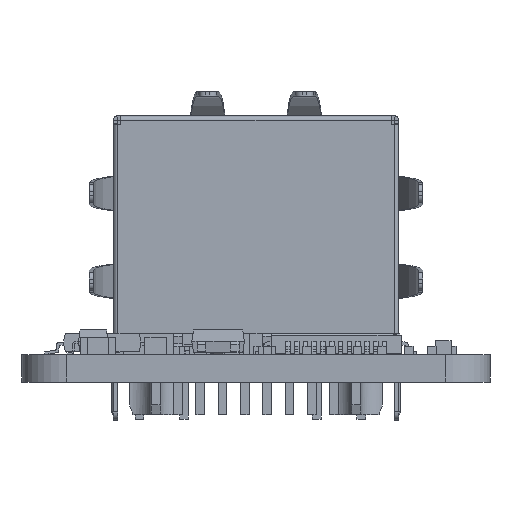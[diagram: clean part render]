
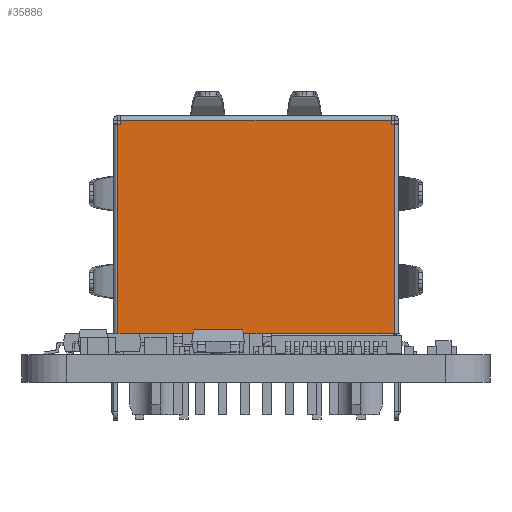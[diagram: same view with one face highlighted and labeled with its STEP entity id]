
A CAD part, front view. The second image highlights one B-rep face of the part: STEP entity #35886.
In plain terms, the highlighted face is planar.
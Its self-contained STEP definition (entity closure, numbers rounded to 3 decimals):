
#1234=PLANE('',#38661);
#2888=FACE_OUTER_BOUND('',#5036,.T.);
#5036=EDGE_LOOP('',(#28466,#28467,#28468,#28469,#28470,#28471,#28472,#28473));
#8035=LINE('',#55500,#11983);
#8038=LINE('',#55506,#11986);
#8039=LINE('',#55508,#11987);
#8040=LINE('',#55510,#11988);
#8041=LINE('',#55512,#11989);
#8042=LINE('',#55514,#11990);
#8043=LINE('',#55516,#11991);
#8044=LINE('',#55517,#11992);
#11983=VECTOR('',#45297,1000.);
#11986=VECTOR('',#45302,1000.);
#11987=VECTOR('',#45303,1000.);
#11988=VECTOR('',#45304,1000.);
#11989=VECTOR('',#45305,1000.);
#11990=VECTOR('',#45306,1000.);
#11991=VECTOR('',#45307,1000.);
#11992=VECTOR('',#45308,1000.);
#16792=VERTEX_POINT('',#55497);
#16793=VERTEX_POINT('',#55499);
#16795=VERTEX_POINT('',#55505);
#16796=VERTEX_POINT('',#55507);
#16797=VERTEX_POINT('',#55509);
#16798=VERTEX_POINT('',#55511);
#16799=VERTEX_POINT('',#55513);
#16800=VERTEX_POINT('',#55515);
#20909=EDGE_CURVE('',#16793,#16792,#8035,.T.);
#20912=EDGE_CURVE('',#16795,#16792,#8038,.T.);
#20913=EDGE_CURVE('',#16795,#16796,#8039,.T.);
#20914=EDGE_CURVE('',#16796,#16797,#8040,.T.);
#20915=EDGE_CURVE('',#16797,#16798,#8041,.T.);
#20916=EDGE_CURVE('',#16798,#16799,#8042,.T.);
#20917=EDGE_CURVE('',#16799,#16800,#8043,.T.);
#20918=EDGE_CURVE('',#16793,#16800,#8044,.T.);
#28466=ORIENTED_EDGE('',*,*,#20912,.F.);
#28467=ORIENTED_EDGE('',*,*,#20913,.T.);
#28468=ORIENTED_EDGE('',*,*,#20914,.T.);
#28469=ORIENTED_EDGE('',*,*,#20915,.T.);
#28470=ORIENTED_EDGE('',*,*,#20916,.T.);
#28471=ORIENTED_EDGE('',*,*,#20917,.T.);
#28472=ORIENTED_EDGE('',*,*,#20918,.F.);
#28473=ORIENTED_EDGE('',*,*,#20909,.T.);
#35886=ADVANCED_FACE('',(#2888),#1234,.F.);
#38661=AXIS2_PLACEMENT_3D('',#55504,#45300,#45301);
#45297=DIRECTION('',(-1.,0.,0.));
#45300=DIRECTION('center_axis',(0.,-1.,0.));
#45301=DIRECTION('ref_axis',(0.,0.,1.));
#45302=DIRECTION('',(0.,0.,-1.));
#45303=DIRECTION('',(1.,0.,0.));
#45304=DIRECTION('',(0.,0.,1.));
#45305=DIRECTION('',(1.,0.,0.));
#45306=DIRECTION('',(0.,0.,-1.));
#45307=DIRECTION('',(1.,0.,0.));
#45308=DIRECTION('',(0.,0.,1.));
#55497=CARTESIAN_POINT('',(-7.878,8.795,1.182));
#55499=CARTESIAN_POINT('',(7.878,8.795,1.182));
#55500=CARTESIAN_POINT('',(0.,8.795,1.182));
#55504=CARTESIAN_POINT('Origin',(0.,8.795,
6.677));
#55505=CARTESIAN_POINT('',(-7.878,8.795,13.098));
#55506=CARTESIAN_POINT('',(-7.878,8.795,6.677));
#55507=CARTESIAN_POINT('',(-7.701,8.795,13.098));
#55508=CARTESIAN_POINT('',(-7.701,8.795,13.098));
#55509=CARTESIAN_POINT('',(-7.701,8.795,13.348));
#55510=CARTESIAN_POINT('',(-7.701,8.795,6.677));
#55511=CARTESIAN_POINT('',(7.701,8.795,13.348));
#55512=CARTESIAN_POINT('',(0.,8.795,13.348));
#55513=CARTESIAN_POINT('',(7.701,8.795,13.098));
#55514=CARTESIAN_POINT('',(7.701,8.795,6.677));
#55515=CARTESIAN_POINT('',(7.878,8.795,13.098));
#55516=CARTESIAN_POINT('',(7.701,8.795,13.098));
#55517=CARTESIAN_POINT('',(7.878,8.795,6.677));
